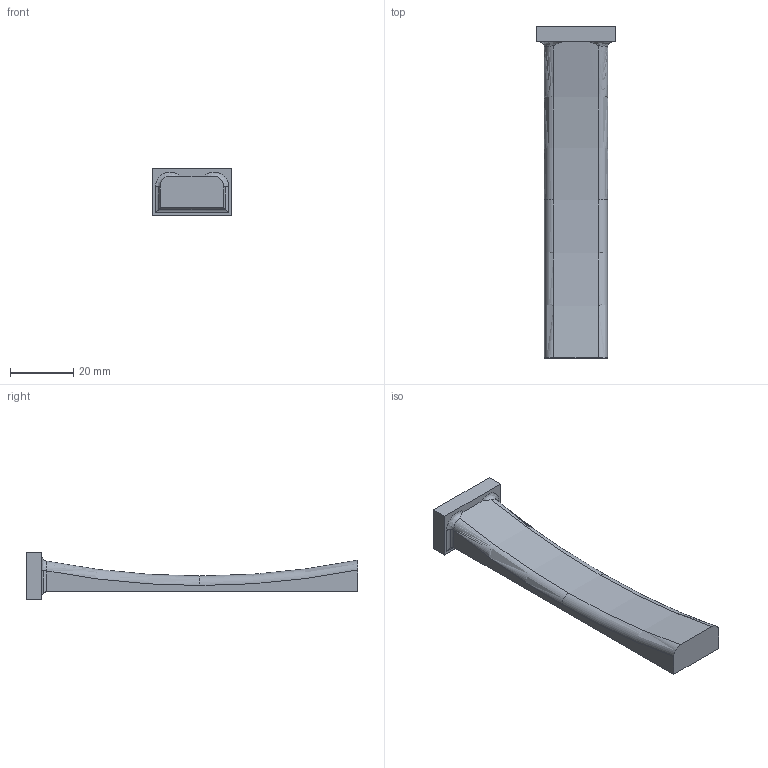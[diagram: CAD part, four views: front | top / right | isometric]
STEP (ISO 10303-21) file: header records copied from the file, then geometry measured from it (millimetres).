
FILE_DESCRIPTION(('STEP AP214'),'1');
FILE_NAME('Cnatilver.stp','2023-04-30T10:35:22',(' '),(' '),'Spatial InterOp 3D',' ',' ');
FILE_SCHEMA(('AUTOMOTIVE_DESIGN { 1 0 10303 214 1 1 1 1 }'));
Length unit declared in the file: metre
Products named in the file (1): Solid
Bounding box: 25 x 105 x 15 mm (x, y, z)
Volume: 14831 mm3; surface area: 6207.7 mm2
Topology: 1 solids, 1 shells, 23 faces, 54 edges, 34 vertices
Faces by surface type: plane 10, cylinder 7, torus 4, bspline 2
Entity records: 2947 total; most frequent: CARTESIAN_POINT 2398, DIRECTION 108, ORIENTED_EDGE 108, EDGE_CURVE 54, AXIS2_PLACEMENT_3D 40, VERTEX_POINT 34, LINE 28, VECTOR 28
